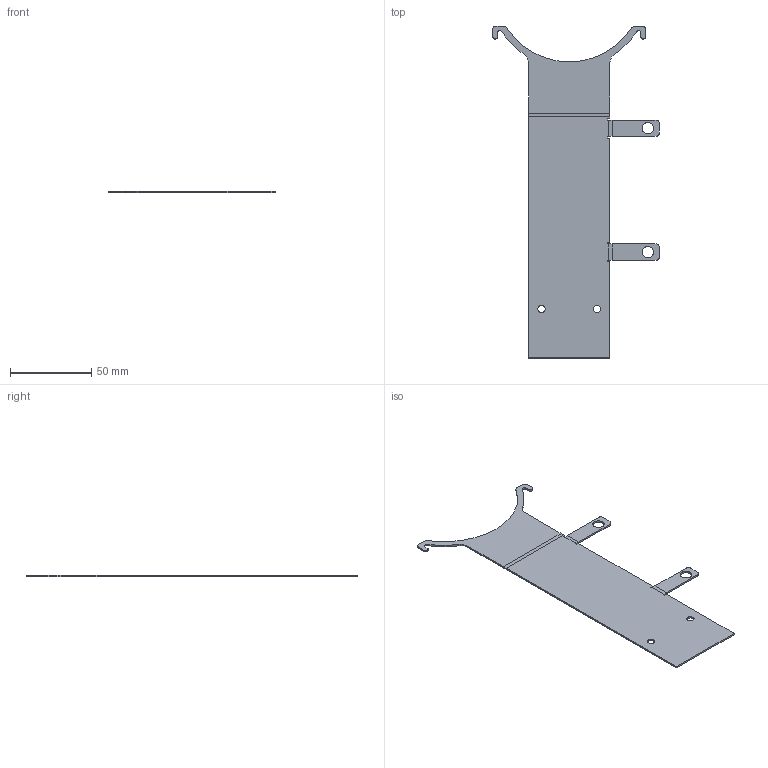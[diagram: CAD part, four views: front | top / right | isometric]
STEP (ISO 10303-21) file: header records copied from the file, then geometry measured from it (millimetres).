
FILE_DESCRIPTION(/* description */ (''),/* implementation_level */ '2;1');
FILE_NAME(/* name */ 'Glass fixer plate_extended.stp',/* time_stamp */ '2020-08-22T12:36:35-04:00',/* author */ ('ignac'),/* organization */ (''),/* preprocessor_version */ 'ST-DEVELOPER v18',/* originating_system */ 'Autodesk Inventor 2020',/* authorisation */ '');
FILE_SCHEMA (('AUTOMOTIVE_DESIGN { 1 0 10303 214 3 1 1 }'));
Length unit declared in the file: millimetre
Products named in the file (1): Glass fixer plate_extended
Bounding box: 102.22 x 203.76 x 1 mm (x, y, z)
Volume: 9938.5 mm3; surface area: 20683.9 mm2
Topology: 1 solids, 1 shells, 76 faces, 202 edges, 128 vertices
Faces by surface type: plane 53, cylinder 23
Full cylindrical faces by diameter (mm): 4.5 x2, 7 x2
Entity records: 2393 total; most frequent: CARTESIAN_POINT 407, DIRECTION 406, ORIENTED_EDGE 404, EDGE_CURVE 202, LINE 152, VECTOR 152, VERTEX_POINT 128, AXIS2_PLACEMENT_3D 127
